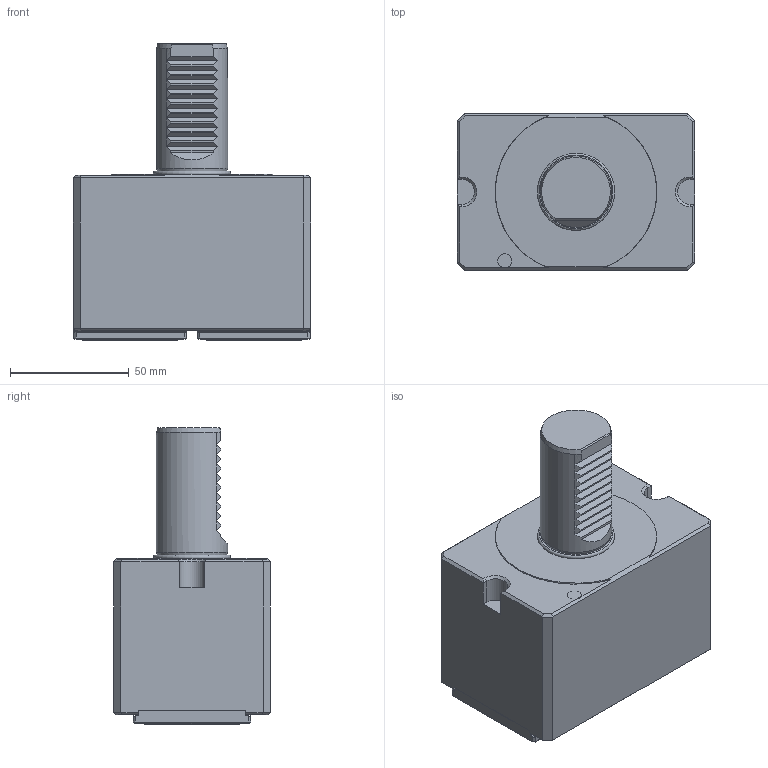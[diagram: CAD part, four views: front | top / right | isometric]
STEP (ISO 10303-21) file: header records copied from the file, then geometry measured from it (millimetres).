
FILE_DESCRIPTION(/* description */ (''),/* implementation_level */ '2;1');
FILE_NAME(/* name */ '1618412992829.stp',/* time_stamp */ '2021-04-14T17:10:00+02:00',/* author */ (''),/* organization */ ('SMS'),/* preprocessor_version */ 'ST-DEVELOPER v16.7',/* originating_system */ 'SIEMENS PLM Software NX 12.0',/* authorisation */ '');
FILE_SCHEMA (('AUTOMOTIVE_DESIGN { 1 0 10303 214 3 1 1 1 }'));
Length unit declared in the file: millimetre
Products named in the file (1): 203474624mod000_00
Bounding box: 100 x 66 x 125 mm (x, y, z)
Volume: 456605.8 mm3; surface area: 46795.2 mm2
Topology: 1 solids, 2 shells, 190 faces, 504 edges, 323 vertices
Faces by surface type: plane 156, cylinder 20, bspline 6, cone 5, torus 3
Full cylindrical faces by diameter (mm): 2.5 x2, 6 x1, 30 x1
Entity records: 6166 total; most frequent: CARTESIAN_POINT 1641, ORIENTED_EDGE 948, DIRECTION 871, EDGE_CURVE 474, LINE 363, VECTOR 363, VERTEX_POINT 311, AXIS2_PLACEMENT_3D 254
